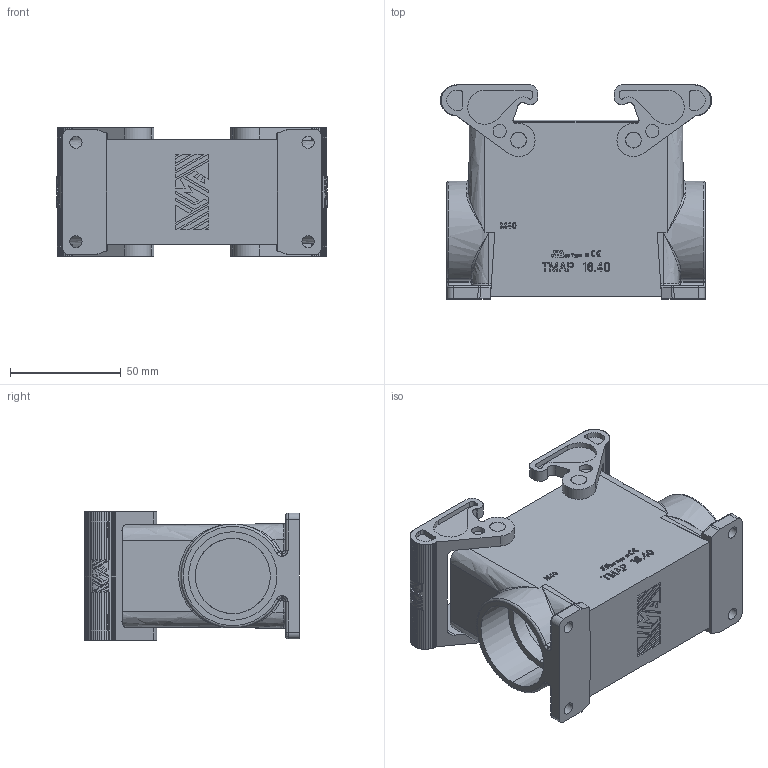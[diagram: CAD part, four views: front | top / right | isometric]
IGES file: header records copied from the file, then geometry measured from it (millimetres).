
Start section: Elysium IGES Interface
Global section: file name:TMAP 16.40.igs; native system: SolidDesigner 16.00A  16-Aug-2008; preprocessor: CoCreate IGES_3D V2.2; author: Unknown; organization: Unknown; date: 20090209.101636; units: millimetre
Bounding box: 122.6 x 96.9 x 58 mm (x, y, z)
Volume: 184665.5 mm3; surface area: 74272.5 mm2
Topology: 3 solids, 7 shells, 1595 faces, 4464 edges, 2932 vertices
Faces by surface type: bspline 1595
